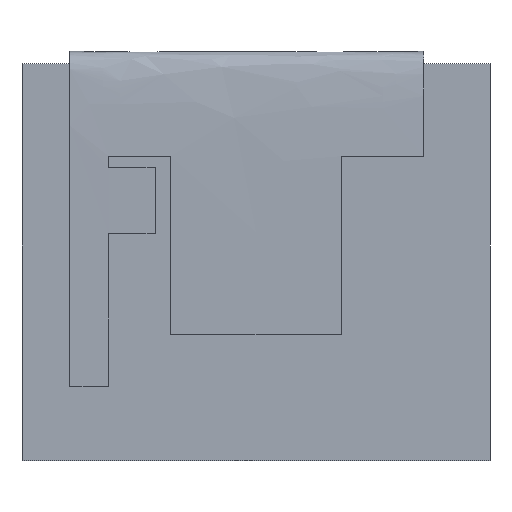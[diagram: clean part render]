
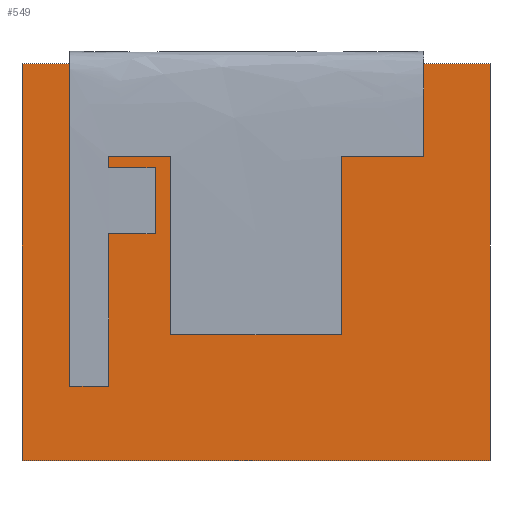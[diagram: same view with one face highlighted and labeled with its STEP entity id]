
A CAD part, front view. The second image highlights one B-rep face of the part: STEP entity #549.
In plain terms, the highlighted planar face has unit normal (0, -1, 0).
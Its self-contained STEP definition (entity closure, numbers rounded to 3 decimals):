
#61=FACE_OUTER_BOUND('',#95,.T.);
#95=EDGE_LOOP('',(#396,#397,#398,#399));
#130=LINE('',#764,#182);
#134=LINE('',#772,#186);
#137=LINE('',#778,#189);
#140=LINE('',#783,#192);
#182=VECTOR('',#645,10.);
#186=VECTOR('',#651,10.);
#189=VECTOR('',#656,10.);
#192=VECTOR('',#661,10.);
#230=VERTEX_POINT('',#762);
#231=VERTEX_POINT('',#763);
#234=VERTEX_POINT('',#771);
#236=VERTEX_POINT('',#777);
#286=EDGE_CURVE('',#230,#231,#130,.T.);
#290=EDGE_CURVE('',#234,#230,#134,.T.);
#293=EDGE_CURVE('',#236,#234,#137,.T.);
#296=EDGE_CURVE('',#231,#236,#140,.T.);
#396=ORIENTED_EDGE('',*,*,#296,.F.);
#397=ORIENTED_EDGE('',*,*,#286,.F.);
#398=ORIENTED_EDGE('',*,*,#290,.F.);
#399=ORIENTED_EDGE('',*,*,#293,.F.);
#518=PLANE('',#598);
#549=ADVANCED_FACE('',(#61),#518,.F.);
#598=AXIS2_PLACEMENT_3D('',#786,#665,#666);
#645=DIRECTION('',(0.,0.,1.));
#651=DIRECTION('',(-1.,0.,0.));
#656=DIRECTION('',(0.,0.,-1.));
#661=DIRECTION('',(1.,0.,0.));
#665=DIRECTION('center_axis',(0.,1.,0.));
#666=DIRECTION('ref_axis',(1.,0.,0.));
#762=CARTESIAN_POINT('',(-30.15,0.,-25.575));
#763=CARTESIAN_POINT('',(-30.15,0.,25.575));
#764=CARTESIAN_POINT('',(-30.15,0.,-25.575));
#771=CARTESIAN_POINT('',(30.15,0.,-25.575));
#772=CARTESIAN_POINT('',(30.15,0.,-25.575));
#777=CARTESIAN_POINT('',(30.15,0.,25.575));
#778=CARTESIAN_POINT('',(30.15,0.,25.575));
#783=CARTESIAN_POINT('',(-30.15,0.,25.575));
#786=CARTESIAN_POINT('Origin',(0.,0.,21.713));
